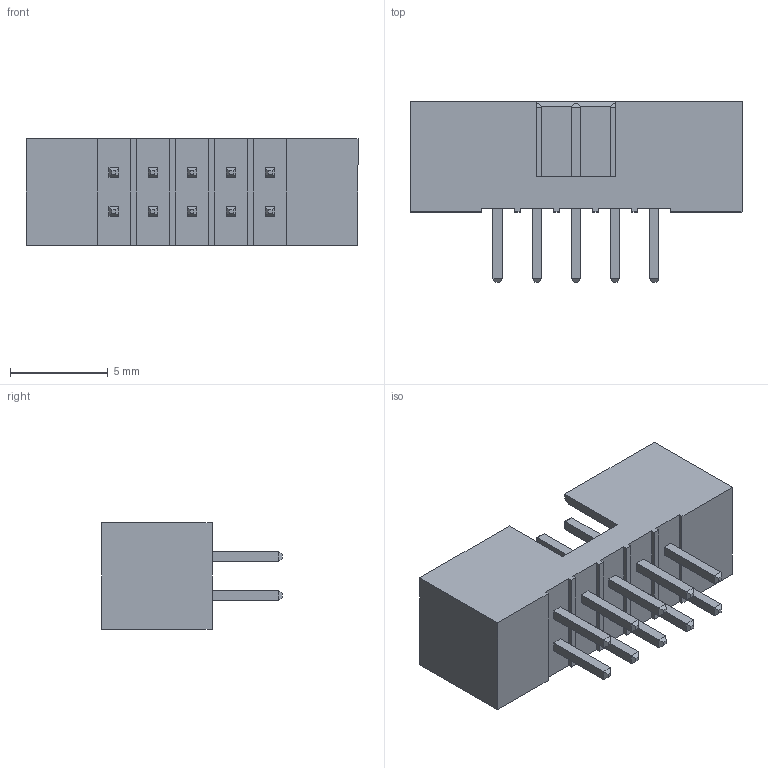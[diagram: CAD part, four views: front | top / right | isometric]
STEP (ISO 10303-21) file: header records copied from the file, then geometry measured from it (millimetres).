
FILE_DESCRIPTION (( 'STEP AP214' ), '1' );
FILE_NAME ('IDC2-10MS (BH2-10).STEP', '2020-11-02T09:22:50', ( 'Elessar' ), ( '' ), 'SwSTEP 2.0', 'SolidWorks 2018', '' );
FILE_SCHEMA (( 'AUTOMOTIVE_DESIGN' ));
Length unit declared in the file: millimetre
Products named in the file (1): IDC2-10MS (BH2-10)
Bounding box: 17 x 9.25 x 5.45 mm (x, y, z)
Volume: 249.7 mm3; surface area: 717.8 mm2
Topology: 1 solids, 1 shells, 219 faces, 507 edges, 310 vertices
Faces by surface type: plane 219
Entity records: 7983 total; most frequent: CARTESIAN_POINT 1037, ORIENTED_EDGE 1014, DIRECTION 947, EDGE_CURVE 507, VECTOR 507, LINE 507, VERTEX_POINT 310, EDGE_LOOP 239
